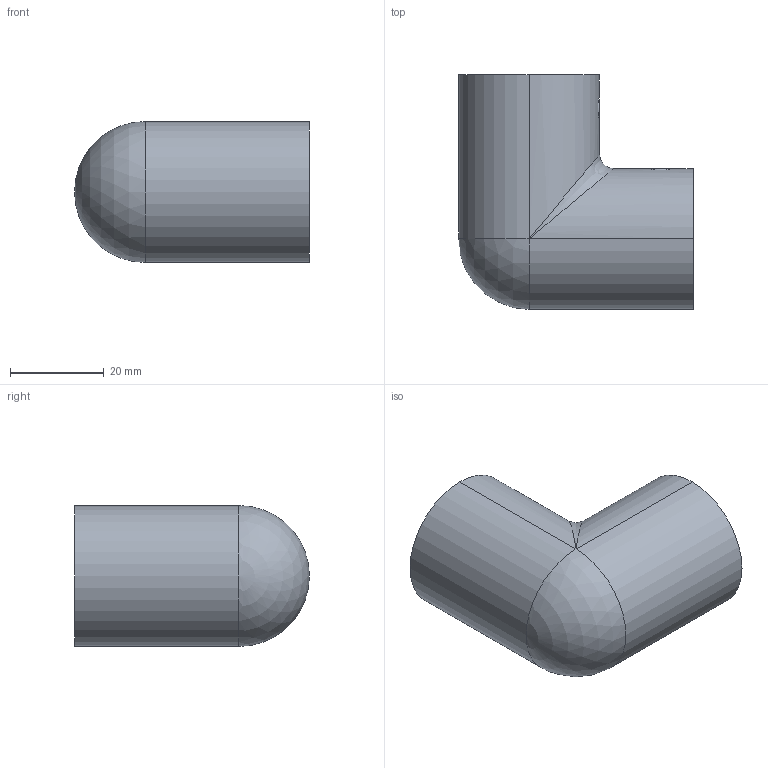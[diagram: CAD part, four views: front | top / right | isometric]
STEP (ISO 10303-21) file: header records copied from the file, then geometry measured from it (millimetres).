
FILE_DESCRIPTION (( 'STEP AP203' ), '1' );
FILE_NAME ('A-1395-7-2.STEP', '2023-12-20T07:55:24', ( '' ), ( '' ), 'SwSTEP 2.0', 'SolidWorks 2021', '' );
FILE_SCHEMA (( 'CONFIG_CONTROL_DESIGN' ));
Length unit declared in the file: millimetre
Products named in the file (3): A-1395-7_六角穴付止めねじ; A-1395-7-2; A-1395-7__A-1395-7-2
Assembly tree (3 placements, depth 2):
  A-1395-7-2
    A-1395-7__A-1395-7-2
    A-1395-7_六角穴付止めねじ  x2
Bounding box: 50 x 50 x 30 mm (x, y, z)
Volume: 21100.6 mm3; surface area: 12165.8 mm2
Topology: 3 solids, 3 shells, 47 faces, 105 edges, 62 vertices
Faces by surface type: plane 20, cylinder 16, cone 8, sphere 2, bspline 1
Entity records: 1517 total; most frequent: CARTESIAN_POINT 503, DIRECTION 150, ORIENTED_EDGE 134, EDGE_CURVE 67, AXIS2_PLACEMENT_3D 57, VERTEX_POINT 40, EDGE_LOOP 39, VECTOR 36
